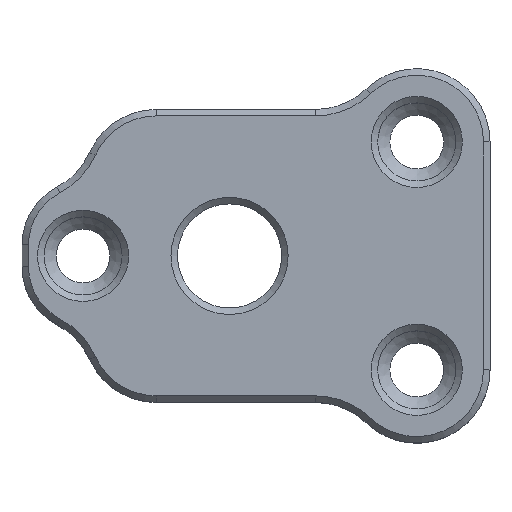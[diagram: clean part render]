
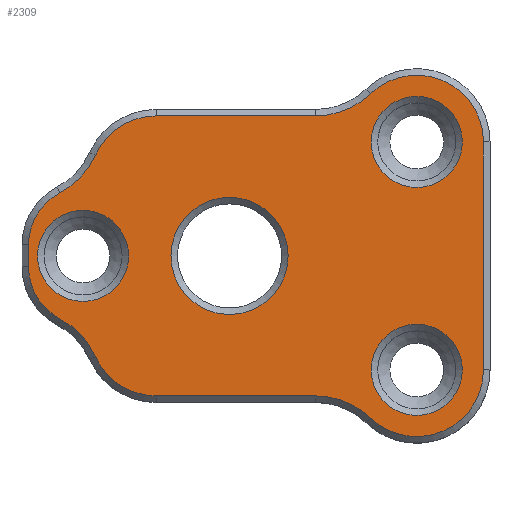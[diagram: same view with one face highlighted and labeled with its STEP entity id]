
A CAD part, top view. The second image highlights one B-rep face of the part: STEP entity #2309.
In plain terms, the highlighted planar face has unit normal (0, 0, 1).
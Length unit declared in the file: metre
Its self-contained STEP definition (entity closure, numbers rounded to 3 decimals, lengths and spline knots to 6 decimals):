
#72=PLANE('',#2493);
#134=LINE('',#3658,#316);
#135=LINE('',#3666,#317);
#136=LINE('',#3672,#318);
#137=LINE('',#3678,#319);
#316=VECTOR('',#2844,1.);
#317=VECTOR('',#2851,1.);
#318=VECTOR('',#2856,1.);
#319=VECTOR('',#2861,1.);
#514=ORIENTED_EDGE('',*,*,#1204,.T.);
#515=ORIENTED_EDGE('',*,*,#1205,.T.);
#516=ORIENTED_EDGE('',*,*,#1206,.T.);
#517=ORIENTED_EDGE('',*,*,#1207,.T.);
#518=ORIENTED_EDGE('',*,*,#1208,.T.);
#519=ORIENTED_EDGE('',*,*,#1209,.T.);
#520=ORIENTED_EDGE('',*,*,#1210,.T.);
#521=ORIENTED_EDGE('',*,*,#1211,.T.);
#522=ORIENTED_EDGE('',*,*,#1212,.T.);
#523=ORIENTED_EDGE('',*,*,#1213,.T.);
#524=ORIENTED_EDGE('',*,*,#1214,.T.);
#525=ORIENTED_EDGE('',*,*,#1215,.T.);
#526=ORIENTED_EDGE('',*,*,#1216,.T.);
#527=ORIENTED_EDGE('',*,*,#1217,.T.);
#528=ORIENTED_EDGE('',*,*,#1218,.T.);
#529=ORIENTED_EDGE('',*,*,#1219,.T.);
#530=ORIENTED_EDGE('',*,*,#1220,.T.);
#531=ORIENTED_EDGE('',*,*,#1221,.T.);
#1204=EDGE_CURVE('',#1549,#1549,#1746,.T.);
#1205=EDGE_CURVE('',#1550,#1550,#1747,.T.);
#1206=EDGE_CURVE('',#1551,#1552,#1748,.T.);
#1207=EDGE_CURVE('',#1552,#1553,#1749,.F.);
#1208=EDGE_CURVE('',#1553,#1554,#134,.T.);
#1209=EDGE_CURVE('',#1554,#1555,#1750,.F.);
#1210=EDGE_CURVE('',#1555,#1556,#1751,.T.);
#1211=EDGE_CURVE('',#1556,#1557,#1752,.F.);
#1212=EDGE_CURVE('',#1557,#1558,#135,.T.);
#1213=EDGE_CURVE('',#1558,#1559,#1753,.T.);
#1214=EDGE_CURVE('',#1559,#1560,#1754,.F.);
#1215=EDGE_CURVE('',#1560,#1561,#136,.T.);
#1216=EDGE_CURVE('',#1561,#1562,#1755,.F.);
#1217=EDGE_CURVE('',#1562,#1563,#1756,.T.);
#1218=EDGE_CURVE('',#1563,#1564,#137,.T.);
#1219=EDGE_CURVE('',#1564,#1551,#1757,.F.);
#1220=EDGE_CURVE('',#1565,#1565,#1758,.T.);
#1221=EDGE_CURVE('',#1566,#1566,#1759,.T.);
#1549=VERTEX_POINT('',#3650);
#1550=VERTEX_POINT('',#3652);
#1551=VERTEX_POINT('',#3654);
#1552=VERTEX_POINT('',#3655);
#1553=VERTEX_POINT('',#3657);
#1554=VERTEX_POINT('',#3659);
#1555=VERTEX_POINT('',#3661);
#1556=VERTEX_POINT('',#3663);
#1557=VERTEX_POINT('',#3665);
#1558=VERTEX_POINT('',#3667);
#1559=VERTEX_POINT('',#3669);
#1560=VERTEX_POINT('',#3671);
#1561=VERTEX_POINT('',#3673);
#1562=VERTEX_POINT('',#3675);
#1563=VERTEX_POINT('',#3677);
#1564=VERTEX_POINT('',#3679);
#1565=VERTEX_POINT('',#3682);
#1566=VERTEX_POINT('',#3684);
#1746=CIRCLE('',#2494,0.0028);
#1747=CIRCLE('',#2495,0.0028);
#1748=CIRCLE('',#2496,0.0049);
#1749=CIRCLE('',#2497,0.0036);
#1750=CIRCLE('',#2498,0.0036);
#1751=CIRCLE('',#2499,0.0049);
#1752=CIRCLE('',#2500,0.0041);
#1753=CIRCLE('',#2501,0.0049);
#1754=CIRCLE('',#2502,0.0041);
#1755=CIRCLE('',#2503,0.0041);
#1756=CIRCLE('',#2504,0.0049);
#1757=CIRCLE('',#2505,0.0041);
#1758=CIRCLE('',#2506,0.0036);
#1759=CIRCLE('',#2507,0.0028);
#1895=EDGE_LOOP('',(#514));
#1896=EDGE_LOOP('',(#515));
#1897=EDGE_LOOP('',(#516,#517,#518,#519,#520,#521,#522,#523,#524,#525,#526,
#527,#528,#529));
#1898=EDGE_LOOP('',(#530));
#1899=EDGE_LOOP('',(#531));
#2077=FACE_BOUND('',#1895,.T.);
#2078=FACE_BOUND('',#1896,.T.);
#2079=FACE_BOUND('',#1897,.T.);
#2080=FACE_BOUND('',#1898,.T.);
#2081=FACE_BOUND('',#1899,.T.);
#2309=ADVANCED_FACE('',(#2077,#2078,#2079,#2080,#2081),#72,.F.);
#2493=AXIS2_PLACEMENT_3D('',#3648,#2834,#2835);
#2494=AXIS2_PLACEMENT_3D('',#3649,#2836,#2837);
#2495=AXIS2_PLACEMENT_3D('',#3651,#2838,#2839);
#2496=AXIS2_PLACEMENT_3D('',#3653,#2840,#2841);
#2497=AXIS2_PLACEMENT_3D('',#3656,#2842,#2843);
#2498=AXIS2_PLACEMENT_3D('',#3660,#2845,#2846);
#2499=AXIS2_PLACEMENT_3D('',#3662,#2847,#2848);
#2500=AXIS2_PLACEMENT_3D('',#3664,#2849,#2850);
#2501=AXIS2_PLACEMENT_3D('',#3668,#2852,#2853);
#2502=AXIS2_PLACEMENT_3D('',#3670,#2854,#2855);
#2503=AXIS2_PLACEMENT_3D('',#3674,#2857,#2858);
#2504=AXIS2_PLACEMENT_3D('',#3676,#2859,#2860);
#2505=AXIS2_PLACEMENT_3D('',#3680,#2862,#2863);
#2506=AXIS2_PLACEMENT_3D('',#3681,#2864,#2865);
#2507=AXIS2_PLACEMENT_3D('',#3683,#2866,#2867);
#2834=DIRECTION('',(0.,0.,-1.));
#2835=DIRECTION('',(0.,1.,0.));
#2836=DIRECTION('',(0.,0.,-1.));
#2837=DIRECTION('',(0.,1.,0.));
#2838=DIRECTION('',(0.,0.,-1.));
#2839=DIRECTION('',(0.,1.,0.));
#2840=DIRECTION('',(0.,0.,-1.));
#2841=DIRECTION('',(0.,1.,0.));
#2842=DIRECTION('',(0.,0.,-1.));
#2843=DIRECTION('',(0.,1.,0.));
#2844=DIRECTION('',(0.,-1.,0.));
#2845=DIRECTION('',(0.,0.,-1.));
#2846=DIRECTION('',(0.,1.,0.));
#2847=DIRECTION('',(0.,0.,-1.));
#2848=DIRECTION('',(0.,1.,0.));
#2849=DIRECTION('',(0.,0.,-1.));
#2850=DIRECTION('',(0.,1.,0.));
#2851=DIRECTION('',(1.,0.,0.));
#2852=DIRECTION('',(0.,0.,-1.));
#2853=DIRECTION('',(0.,1.,0.));
#2854=DIRECTION('',(0.,0.,-1.));
#2855=DIRECTION('',(0.,1.,0.));
#2856=DIRECTION('',(0.,1.,0.));
#2857=DIRECTION('',(0.,0.,-1.));
#2858=DIRECTION('',(0.,1.,0.));
#2859=DIRECTION('',(0.,0.,-1.));
#2860=DIRECTION('',(0.,1.,0.));
#2861=DIRECTION('',(-1.,0.,0.));
#2862=DIRECTION('',(0.,0.,-1.));
#2863=DIRECTION('',(0.,1.,0.));
#2864=DIRECTION('',(0.,0.,-1.));
#2865=DIRECTION('',(0.,1.,0.));
#2866=DIRECTION('',(0.,0.,-1.));
#2867=DIRECTION('',(0.,1.,0.));
#3648=CARTESIAN_POINT('',(0.0063,0.007,0.00725));
#3649=CARTESIAN_POINT('',(0.0063,-0.007,0.00725));
#3650=CARTESIAN_POINT('',(0.0063,-0.0042,0.00725));
#3651=CARTESIAN_POINT('',(0.0063,0.007,0.00725));
#3652=CARTESIAN_POINT('',(0.0063,0.0098,0.00725));
#3653=CARTESIAN_POINT('',(-0.017903,0.008203,0.00725));
#3654=CARTESIAN_POINT('',(-0.013437,0.006187,0.00725));
#3655=CARTESIAN_POINT('',(-0.015624,0.003865,0.00725));
#3656=CARTESIAN_POINT('',(-0.01395,0.000678,0.00725));
#3657=CARTESIAN_POINT('',(-0.01755,0.000678,0.00725));
#3658=CARTESIAN_POINT('',(-0.01755,0.007,0.00725));
#3659=CARTESIAN_POINT('',(-0.01755,-0.000678,0.00725));
#3660=CARTESIAN_POINT('',(-0.01395,-0.000678,0.00725));
#3661=CARTESIAN_POINT('',(-0.015624,-0.003865,0.00725));
#3662=CARTESIAN_POINT('',(-0.017903,-0.008203,0.00725));
#3663=CARTESIAN_POINT('',(-0.013437,-0.006187,0.00725));
#3664=CARTESIAN_POINT('',(-0.0097,-0.0045,0.00725));
#3665=CARTESIAN_POINT('',(-0.0097,-0.0086,0.00725));
#3666=CARTESIAN_POINT('',(0.0063,-0.0086,0.00725));
#3667=CARTESIAN_POINT('',(0.000075,-0.0086,0.00725));
#3668=CARTESIAN_POINT('',(0.000075,-0.0135,0.00725));
#3669=CARTESIAN_POINT('',(0.003464,-0.009961,0.00725));
#3670=CARTESIAN_POINT('',(0.0063,-0.007,0.00725));
#3671=CARTESIAN_POINT('',(0.0104,-0.007,0.00725));
#3672=CARTESIAN_POINT('',(0.0104,0.007,0.00725));
#3673=CARTESIAN_POINT('',(0.0104,0.007,0.00725));
#3674=CARTESIAN_POINT('',(0.0063,0.007,0.00725));
#3675=CARTESIAN_POINT('',(0.003464,0.009961,0.00725));
#3676=CARTESIAN_POINT('',(0.000075,0.0135,0.00725));
#3677=CARTESIAN_POINT('',(0.000075,0.0086,0.00725));
#3678=CARTESIAN_POINT('',(0.0063,0.0086,0.00725));
#3679=CARTESIAN_POINT('',(-0.0097,0.0086,0.00725));
#3680=CARTESIAN_POINT('',(-0.0097,0.0045,0.00725));
#3681=CARTESIAN_POINT('',(-0.0052,0.,0.00725));
#3682=CARTESIAN_POINT('',(-0.0052,0.0036,0.00725));
#3683=CARTESIAN_POINT('',(-0.0142,0.,0.00725));
#3684=CARTESIAN_POINT('',(-0.0142,0.0028,0.00725));
